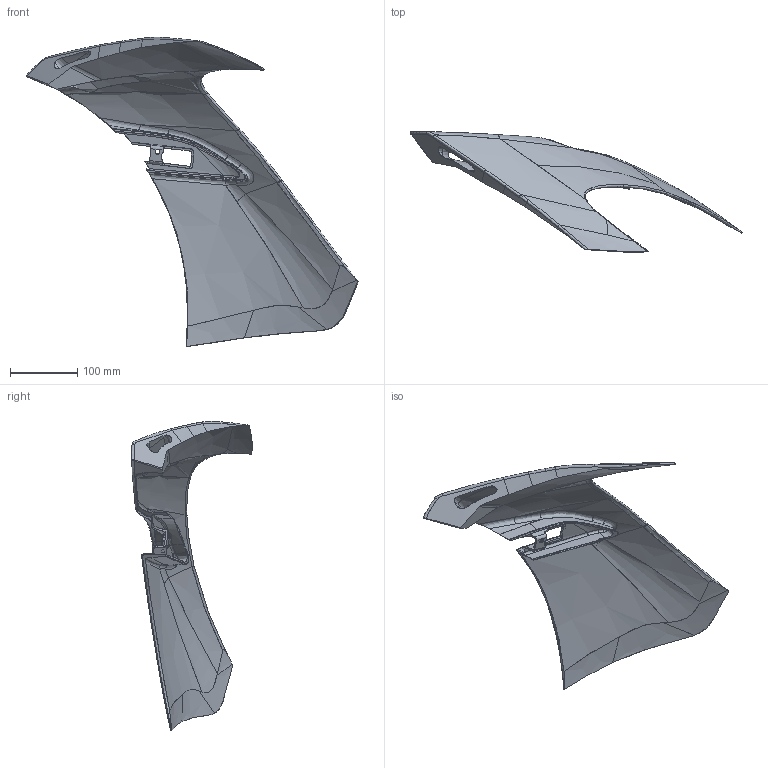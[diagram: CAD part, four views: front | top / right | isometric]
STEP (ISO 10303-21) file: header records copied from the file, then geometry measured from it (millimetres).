
FILE_DESCRIPTION(/* description */ (''),/* implementation_level */ '2;1');
FILE_NAME(/* name */ '720 Widebody Front Bumper Cap',/* time_stamp */ '2020-03-13T11:50:03-04:00',/* author */ (''),/* organization */ (''),/* preprocessor_version */ 'ST-DEVELOPER v16.13',/* originating_system */ '',/* authorisation */ '');
FILE_SCHEMA (('AUTOMOTIVE_DESIGN { 1 0 10303 214 3 1 1 }'));
Length unit declared in the file: millimetre
Bounding box: 492.69 x 179.59 x 459.05 mm (x, y, z)
Surface area: 262564 mm2 (no closed solid volume)
Topology: 0 solids, 236 shells, 236 faces, 1194 edges, 1194 vertices
Faces by surface type: bspline 236
Entity records: 29665 total; most frequent: CARTESIAN_POINT 22660, VERTEX_POINT 1194, EDGE_CURVE 1194, ORIENTED_EDGE 1194, B_SPLINE_CURVE_WITH_KNOTS 997, DIRECTION 270, EDGE_LOOP 238, STYLED_ITEM 236
